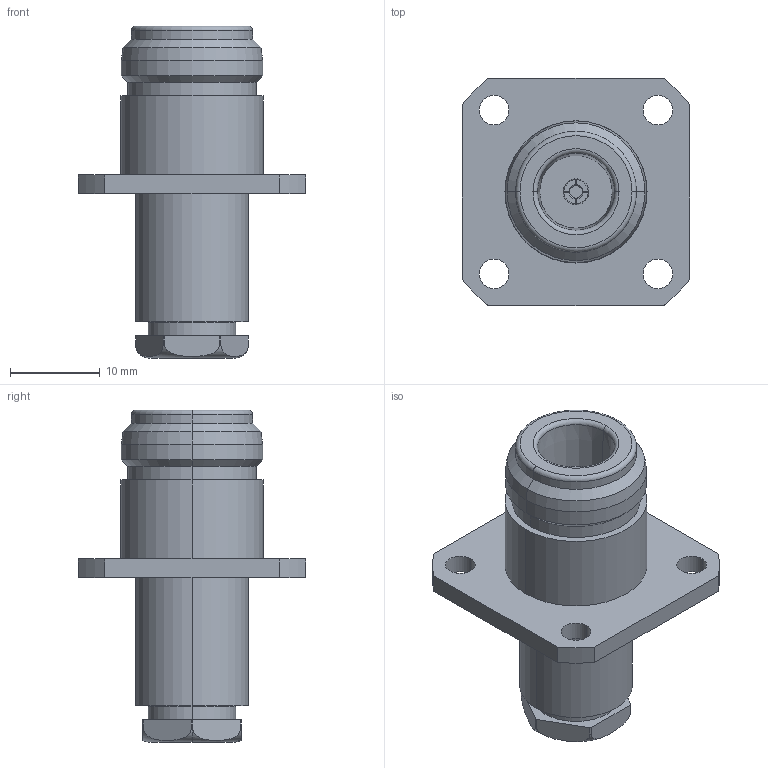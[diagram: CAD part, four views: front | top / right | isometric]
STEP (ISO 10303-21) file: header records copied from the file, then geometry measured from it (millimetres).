
FILE_DESCRIPTION (( 'STEP AP214' ), '1' );
FILE_NAME ('J01021H0085.STEP', '2015-12-04T10:29:16', ( '' ), ( '' ), 'SwSTEP 2.0', 'SolidWorks 2015', '' );
FILE_SCHEMA (( 'AUTOMOTIVE_DESIGN' ));
Length unit declared in the file: millimetre
Products named in the file (1): J01021H0085
Bounding box: 25.4 x 25.4 x 37.02 mm (x, y, z)
Volume: 5963.2 mm3; surface area: 3433 mm2
Topology: 1 solids, 1 shells, 106 faces, 248 edges, 157 vertices
Faces by surface type: cylinder 47, plane 33, cone 18, torus 8
Entity records: 4378 total; most frequent: CARTESIAN_POINT 710, DIRECTION 557, ORIENTED_EDGE 496, EDGE_CURVE 248, AXIS2_PLACEMENT_3D 224, VERTEX_POINT 157, EDGE_LOOP 127, CIRCLE 117
